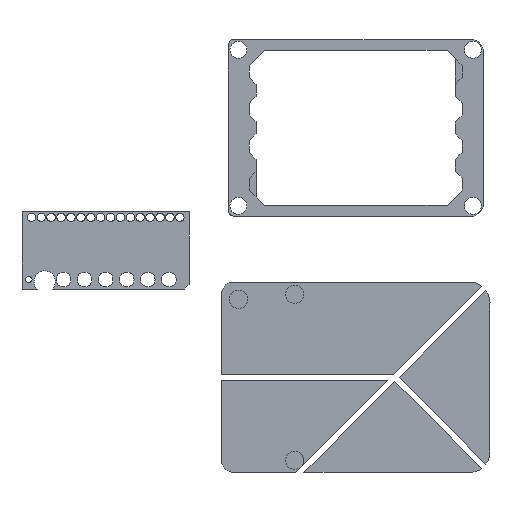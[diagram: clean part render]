
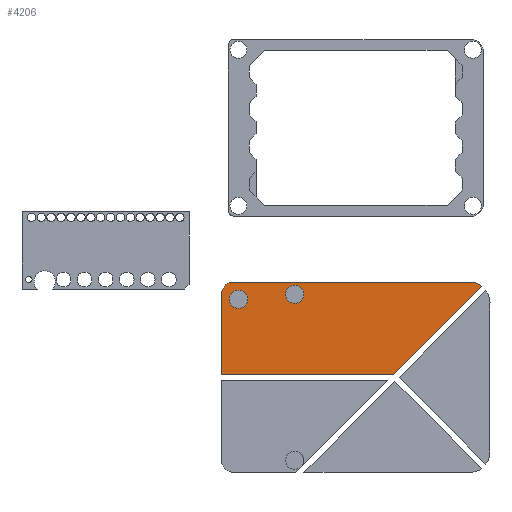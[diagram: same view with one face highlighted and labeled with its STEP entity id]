
A CAD part, top view. The second image highlights one B-rep face of the part: STEP entity #4206.
In plain terms, the highlighted planar face has unit normal (0, 0, 1).
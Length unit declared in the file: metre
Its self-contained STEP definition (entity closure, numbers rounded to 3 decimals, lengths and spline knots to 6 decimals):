
#116=CIRCLE('',#4583,0.007283);
#117=CIRCLE('',#4586,0.0055);
#118=CIRCLE('',#4587,0.0055);
#119=CIRCLE('',#4588,0.012201);
#595=ORIENTED_EDGE('',*,*,#1592,.F.);
#596=ORIENTED_EDGE('',*,*,#1593,.F.);
#597=ORIENTED_EDGE('',*,*,#1594,.F.);
#598=ORIENTED_EDGE('',*,*,#1590,.F.);
#599=ORIENTED_EDGE('',*,*,#1586,.F.);
#600=ORIENTED_EDGE('',*,*,#1582,.F.);
#601=ORIENTED_EDGE('',*,*,#1595,.F.);
#602=ORIENTED_EDGE('',*,*,#1596,.F.);
#1582=EDGE_CURVE('',#2104,#2105,#2454,.T.);
#1586=EDGE_CURVE('',#2105,#2107,#116,.T.);
#1590=EDGE_CURVE('',#2107,#2108,#2461,.T.);
#1592=EDGE_CURVE('',#2109,#2109,#117,.T.);
#1593=EDGE_CURVE('',#2110,#2110,#118,.T.);
#1594=EDGE_CURVE('',#2108,#2111,#119,.T.);
#1595=EDGE_CURVE('',#2112,#2104,#2463,.T.);
#1596=EDGE_CURVE('',#2111,#2112,#2464,.T.);
#2104=VERTEX_POINT('',#6482);
#2105=VERTEX_POINT('',#6484);
#2107=VERTEX_POINT('',#6491);
#2108=VERTEX_POINT('',#6497);
#2109=VERTEX_POINT('',#6501);
#2110=VERTEX_POINT('',#6503);
#2111=VERTEX_POINT('',#6505);
#2112=VERTEX_POINT('',#6507);
#2454=LINE('',#6483,#2774);
#2461=LINE('',#6496,#2781);
#2463=LINE('',#6506,#2783);
#2464=LINE('',#6508,#2784);
#2774=VECTOR('',#5233,1.);
#2781=VECTOR('',#5246,1.);
#2783=VECTOR('',#5256,1.);
#2784=VECTOR('',#5257,1.);
#3182=EDGE_LOOP('',(#595));
#3183=EDGE_LOOP('',(#596));
#3184=EDGE_LOOP('',(#597,#598,#599,#600,#601,#602));
#3676=FACE_BOUND('',#3182,.T.);
#3677=FACE_BOUND('',#3183,.T.);
#3678=FACE_BOUND('',#3184,.T.);
#4042=PLANE('',#4585);
#4206=ADVANCED_FACE('',(#3676,#3677,#3678),#4042,.F.);
#4583=AXIS2_PLACEMENT_3D('',#6490,#5239,#5240);
#4585=AXIS2_PLACEMENT_3D('',#6499,#5248,#5249);
#4586=AXIS2_PLACEMENT_3D('',#6500,#5250,#5251);
#4587=AXIS2_PLACEMENT_3D('',#6502,#5252,#5253);
#4588=AXIS2_PLACEMENT_3D('',#6504,#5254,#5255);
#5233=DIRECTION('',(0.,1.,0.));
#5239=DIRECTION('',(0.,0.,-1.));
#5240=DIRECTION('',(1.,0.,0.));
#5246=DIRECTION('',(1.,0.,0.));
#5248=DIRECTION('',(0.,0.,-1.));
#5249=DIRECTION('',(1.,0.,0.));
#5250=DIRECTION('',(0.,0.,1.));
#5251=DIRECTION('',(0.,-1.,0.));
#5252=DIRECTION('',(0.,0.,1.));
#5253=DIRECTION('',(0.,-1.,0.));
#5254=DIRECTION('',(0.,0.,-1.));
#5255=DIRECTION('',(1.,0.,0.));
#5256=DIRECTION('',(-1.,0.,0.));
#5257=DIRECTION('',(-0.707,-0.707,0.));
#6482=CARTESIAN_POINT('',(-0.067083,-0.191663,-0.0048));
#6483=CARTESIAN_POINT('',(-0.067083,-0.193413,-0.0048));
#6484=CARTESIAN_POINT('',(-0.067083,-0.143656,-0.0048));
#6490=CARTESIAN_POINT('',(-0.0598,-0.143656,-0.0048));
#6491=CARTESIAN_POINT('',(-0.0598,-0.136373,-0.0048));
#6496=CARTESIAN_POINT('',(0.014414,-0.136373,-0.0048));
#6497=CARTESIAN_POINT('',(0.081795,-0.136373,-0.0048));
#6499=CARTESIAN_POINT('',(0.014414,-0.193413,-0.0048));
#6500=CARTESIAN_POINT('',(-0.023083,-0.143656,-0.0048));
#6501=CARTESIAN_POINT('',(-0.023083,-0.149156,-0.0048));
#6502=CARTESIAN_POINT('',(-0.056858,-0.146599,-0.0048));
#6503=CARTESIAN_POINT('',(-0.056858,-0.152099,-0.0048));
#6504=CARTESIAN_POINT('',(0.081795,-0.148574,-0.0048));
#6505=CARTESIAN_POINT('',(0.089096,-0.138799,-0.0048));
#6506=CARTESIAN_POINT('',(0.014414,-0.191663,-0.0048));
#6507=CARTESIAN_POINT('',(0.036232,-0.191663,-0.0048));
#6508=CARTESIAN_POINT('',(0.024448,-0.203447,-0.0048));
